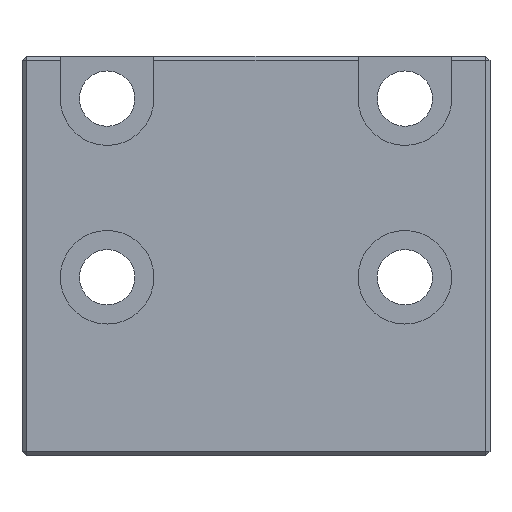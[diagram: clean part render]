
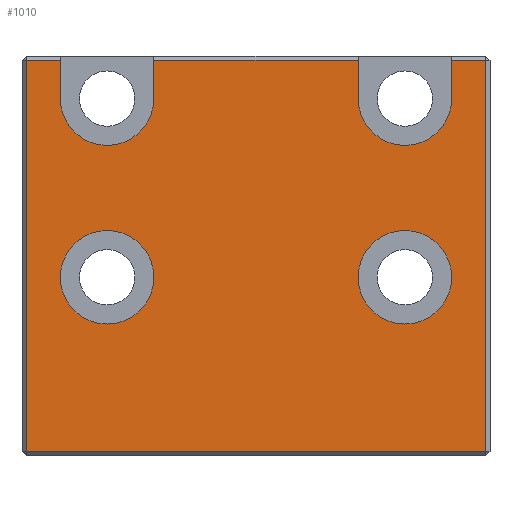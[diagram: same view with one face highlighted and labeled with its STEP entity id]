
A CAD part, front view. The second image highlights one B-rep face of the part: STEP entity #1010.
In plain terms, the highlighted planar face has unit normal (0, -1, 0).
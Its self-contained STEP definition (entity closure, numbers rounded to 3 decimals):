
#15=FACE_BOUND('',#121,.T.);
#16=FACE_BOUND('',#122,.T.);
#26=CIRCLE('',#1084,5.5);
#27=CIRCLE('',#1088,5.5);
#29=CIRCLE('',#1091,5.5);
#30=CIRCLE('',#1092,5.5);
#31=CIRCLE('',#1093,5.5);
#32=CIRCLE('',#1094,5.5);
#64=FACE_OUTER_BOUND('',#120,.T.);
#120=EDGE_LOOP('',(#718,#719,#720,#721,#722,#723,#724,#725,#726,#727,#728,
#729));
#121=EDGE_LOOP('',(#730,#731));
#122=EDGE_LOOP('',(#732,#733));
#177=LINE('',#1439,#301);
#185=LINE('',#1455,#309);
#187=LINE('',#1461,#311);
#195=LINE('',#1477,#319);
#196=LINE('',#1480,#320);
#200=LINE('',#1486,#324);
#203=LINE('',#1495,#327);
#213=LINE('',#1517,#337);
#214=LINE('',#1519,#338);
#215=LINE('',#1520,#339);
#301=VECTOR('',#1158,10.);
#309=VECTOR('',#1168,10.);
#311=VECTOR('',#1172,10.);
#319=VECTOR('',#1182,10.);
#320=VECTOR('',#1185,10.);
#324=VECTOR('',#1191,10.);
#327=VECTOR('',#1202,10.);
#337=VECTOR('',#1222,10.);
#338=VECTOR('',#1223,10.);
#339=VECTOR('',#1224,10.);
#424=VERTEX_POINT('',#1435);
#426=VERTEX_POINT('',#1438);
#430=VERTEX_POINT('',#1447);
#433=VERTEX_POINT('',#1453);
#434=VERTEX_POINT('',#1457);
#436=VERTEX_POINT('',#1460);
#440=VERTEX_POINT('',#1469);
#443=VERTEX_POINT('',#1475);
#444=VERTEX_POINT('',#1479);
#447=VERTEX_POINT('',#1493);
#454=VERTEX_POINT('',#1516);
#455=VERTEX_POINT('',#1518);
#456=VERTEX_POINT('',#1521);
#457=VERTEX_POINT('',#1522);
#458=VERTEX_POINT('',#1525);
#459=VERTEX_POINT('',#1526);
#518=EDGE_CURVE('',#426,#424,#177,.T.);
#526=EDGE_CURVE('',#430,#433,#185,.T.);
#528=EDGE_CURVE('',#436,#434,#187,.T.);
#536=EDGE_CURVE('',#440,#443,#195,.T.);
#537=EDGE_CURVE('',#430,#444,#196,.T.);
#541=EDGE_CURVE('',#440,#424,#200,.T.);
#543=EDGE_CURVE('',#443,#436,#26,.T.);
#546=EDGE_CURVE('',#447,#434,#203,.T.);
#556=EDGE_CURVE('',#433,#426,#27,.T.);
#558=EDGE_CURVE('',#454,#447,#213,.T.);
#559=EDGE_CURVE('',#455,#454,#214,.T.);
#560=EDGE_CURVE('',#444,#455,#215,.T.);
#561=EDGE_CURVE('',#456,#457,#29,.T.);
#562=EDGE_CURVE('',#457,#456,#30,.T.);
#563=EDGE_CURVE('',#458,#459,#31,.T.);
#564=EDGE_CURVE('',#459,#458,#32,.T.);
#718=ORIENTED_EDGE('',*,*,#518,.T.);
#719=ORIENTED_EDGE('',*,*,#541,.F.);
#720=ORIENTED_EDGE('',*,*,#536,.T.);
#721=ORIENTED_EDGE('',*,*,#543,.T.);
#722=ORIENTED_EDGE('',*,*,#528,.T.);
#723=ORIENTED_EDGE('',*,*,#546,.F.);
#724=ORIENTED_EDGE('',*,*,#558,.F.);
#725=ORIENTED_EDGE('',*,*,#559,.F.);
#726=ORIENTED_EDGE('',*,*,#560,.F.);
#727=ORIENTED_EDGE('',*,*,#537,.F.);
#728=ORIENTED_EDGE('',*,*,#526,.T.);
#729=ORIENTED_EDGE('',*,*,#556,.T.);
#730=ORIENTED_EDGE('',*,*,#561,.T.);
#731=ORIENTED_EDGE('',*,*,#562,.T.);
#732=ORIENTED_EDGE('',*,*,#563,.T.);
#733=ORIENTED_EDGE('',*,*,#564,.T.);
#960=PLANE('',#1090);
#1010=ADVANCED_FACE('',(#64,#15,#16),#960,.T.);
#1084=AXIS2_PLACEMENT_3D('',#1489,#1196,#1197);
#1088=AXIS2_PLACEMENT_3D('',#1513,#1216,#1217);
#1090=AXIS2_PLACEMENT_3D('',#1515,#1220,#1221);
#1091=AXIS2_PLACEMENT_3D('',#1523,#1225,#1226);
#1092=AXIS2_PLACEMENT_3D('',#1524,#1227,#1228);
#1093=AXIS2_PLACEMENT_3D('',#1527,#1229,#1230);
#1094=AXIS2_PLACEMENT_3D('',#1528,#1231,#1232);
#1158=DIRECTION('',(0.,0.,1.));
#1168=DIRECTION('',(0.,0.,-1.));
#1172=DIRECTION('',(0.,0.,1.));
#1182=DIRECTION('',(0.,0.,-1.));
#1185=DIRECTION('',(1.,0.,0.));
#1191=DIRECTION('',(1.,0.,0.));
#1196=DIRECTION('center_axis',(0.,1.,0.));
#1197=DIRECTION('ref_axis',(1.,0.,0.));
#1202=DIRECTION('',(1.,0.,0.));
#1216=DIRECTION('center_axis',(0.,1.,0.));
#1217=DIRECTION('ref_axis',(1.,0.,0.));
#1220=DIRECTION('center_axis',(0.,-1.,0.));
#1221=DIRECTION('ref_axis',(0.,0.,-1.));
#1222=DIRECTION('',(0.,0.,1.));
#1223=DIRECTION('',(-1.,0.,0.));
#1224=DIRECTION('',(0.,0.,-1.));
#1225=DIRECTION('center_axis',(0.,1.,0.));
#1226=DIRECTION('ref_axis',(1.,0.,0.));
#1227=DIRECTION('center_axis',(0.,1.,0.));
#1228=DIRECTION('ref_axis',(1.,0.,0.));
#1229=DIRECTION('center_axis',(0.,1.,0.));
#1230=DIRECTION('ref_axis',(1.,0.,0.));
#1231=DIRECTION('center_axis',(0.,1.,0.));
#1232=DIRECTION('ref_axis',(1.,0.,0.));
#1435=CARTESIAN_POINT('',(12.,-13.75,23.));
#1438=CARTESIAN_POINT('',(12.,-13.75,18.5));
#1439=CARTESIAN_POINT('',(12.,-13.75,9.25));
#1447=CARTESIAN_POINT('',(23.,-13.75,23.));
#1453=CARTESIAN_POINT('',(23.,-13.75,18.5));
#1455=CARTESIAN_POINT('',(23.,-13.75,11.75));
#1457=CARTESIAN_POINT('',(-23.,-13.75,23.));
#1460=CARTESIAN_POINT('',(-23.,-13.75,18.5));
#1461=CARTESIAN_POINT('',(-23.,-13.75,9.25));
#1469=CARTESIAN_POINT('',(-12.,-13.75,23.));
#1475=CARTESIAN_POINT('',(-12.,-13.75,18.5));
#1477=CARTESIAN_POINT('',(-12.,-13.75,11.75));
#1479=CARTESIAN_POINT('',(27.,-13.75,23.));
#1480=CARTESIAN_POINT('',(-13.75,-13.75,23.));
#1486=CARTESIAN_POINT('',(-13.75,-13.75,23.));
#1489=CARTESIAN_POINT('Origin',(-17.5,-13.75,18.5));
#1493=CARTESIAN_POINT('',(-27.,-13.75,23.));
#1495=CARTESIAN_POINT('',(-13.75,-13.75,23.));
#1513=CARTESIAN_POINT('Origin',(17.5,-13.75,18.5));
#1515=CARTESIAN_POINT('Origin',(0.,-13.75,0.));
#1516=CARTESIAN_POINT('',(-27.,-13.75,-23.));
#1517=CARTESIAN_POINT('',(-27.,-13.75,-11.75));
#1518=CARTESIAN_POINT('',(27.,-13.75,-23.));
#1519=CARTESIAN_POINT('',(13.75,-13.75,-23.));
#1520=CARTESIAN_POINT('',(27.,-13.75,11.75));
#1521=CARTESIAN_POINT('',(23.,-13.75,-2.5));
#1522=CARTESIAN_POINT('',(12.,-13.75,-2.5));
#1523=CARTESIAN_POINT('Origin',(17.5,-13.75,-2.5));
#1524=CARTESIAN_POINT('Origin',(17.5,-13.75,-2.5));
#1525=CARTESIAN_POINT('',(-12.,-13.75,-2.5));
#1526=CARTESIAN_POINT('',(-23.,-13.75,-2.5));
#1527=CARTESIAN_POINT('Origin',(-17.5,-13.75,-2.5));
#1528=CARTESIAN_POINT('Origin',(-17.5,-13.75,-2.5));
